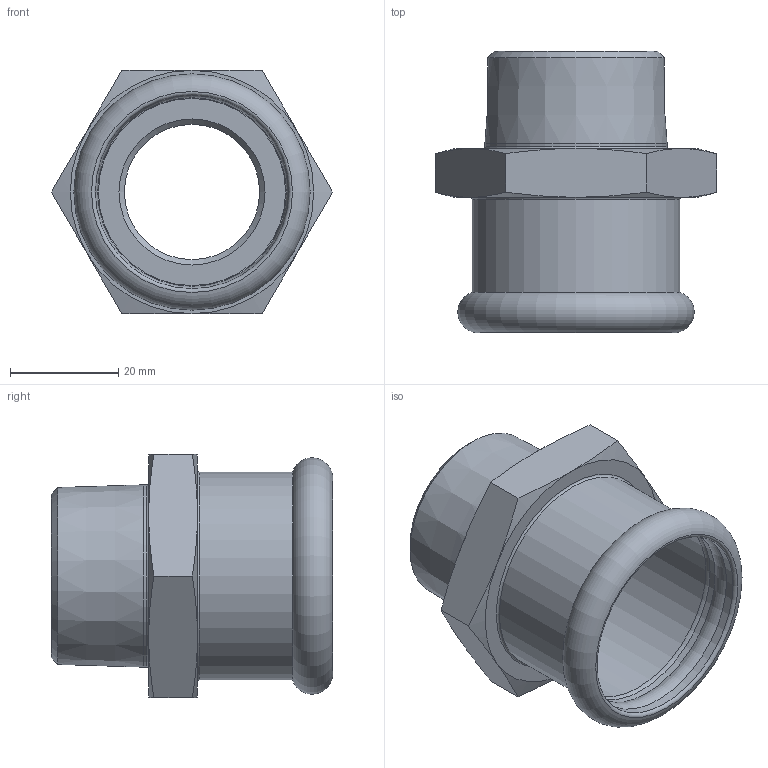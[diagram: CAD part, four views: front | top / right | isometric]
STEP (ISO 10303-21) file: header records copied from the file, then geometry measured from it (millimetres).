
FILE_DESCRIPTION(/* description */ ('MANICOTTO FILETTATO MASCHIO 1"x35'),/* implementation_level */ '2;1');
FILE_NAME(/* name */ '187100035_Inoxpres.stp',/* time_stamp */ '2022-10-11T15:50:22+02:00',/* author */ ('Vault'),/* organization */ ('Raccorderie metalliche s.p.a. '),/* preprocessor_version */ 'ST-DEVELOPER v18.1',/* originating_system */ 'Autodesk Inventor 2020',/* authorisation */ 'Raccorderie metalliche s.p.a. ');
FILE_SCHEMA (('AUTOMOTIVE_DESIGN { 1 0 10303 214 3 1 1 }'));
Length unit declared in the file: millimetre
Products named in the file (1): 187100035_Inoxpres
Bounding box: 51.96 x 52 x 45 mm (x, y, z)
Volume: 22998 mm3; surface area: 13793.3 mm2
Topology: 1 solids, 1 shells, 39 faces, 95 edges, 60 vertices
Faces by surface type: cone 16, plane 10, torus 7, cylinder 6
Full cylindrical faces by diameter (mm): 25 x1, 33.7 x1, 35.4 x1, 35.8 x2, 38.4 x1
Entity records: 1185 total; most frequent: CARTESIAN_POINT 243, DIRECTION 206, ORIENTED_EDGE 190, EDGE_CURVE 95, AXIS2_PLACEMENT_3D 95, VERTEX_POINT 60, CIRCLE 55, EDGE_LOOP 43
